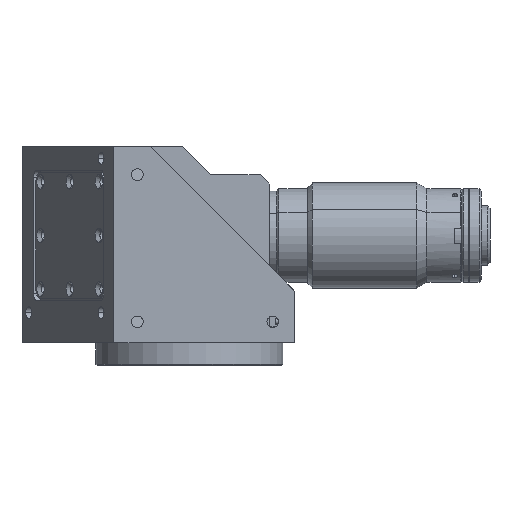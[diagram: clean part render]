
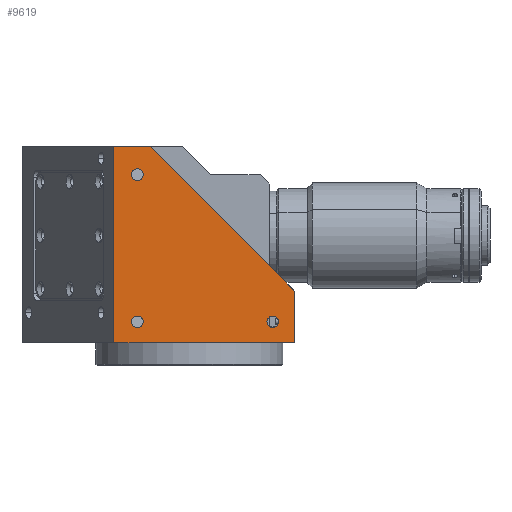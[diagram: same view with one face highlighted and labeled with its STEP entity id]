
A CAD part, front view. The second image highlights one B-rep face of the part: STEP entity #9619.
In plain terms, the highlighted planar face has unit normal (0, -1, 0).
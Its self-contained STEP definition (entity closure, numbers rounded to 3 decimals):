
#961 = CARTESIAN_POINT ( 'NONE',  ( 45., -44., 251.355 ) ) ;
#965 = DIRECTION ( 'NONE',  ( 1., 0., 0. ) ) ;
#1581 = CIRCLE ( 'NONE', #11188, 2.5 ) ;
#1780 = EDGE_CURVE ( 'NONE', #12926, #10567, #1581, .T. ) ;
#1796 = VERTEX_POINT ( 'NONE', #4412 ) ;
#1993 = CARTESIAN_POINT ( 'NONE',  ( -22.304, -44., 173.855 ) ) ;
#2136 = VECTOR ( 'NONE', #7585, 1000. ) ;
#2478 = LINE ( 'NONE', #7605, #2136 ) ;
#2595 = AXIS2_PLACEMENT_3D ( 'NONE', #11542, #11516, #11498 ) ;
#2682 = FACE_BOUND ( 'NONE', #8437, .T. ) ;
#2688 = ORIENTED_EDGE ( 'NONE', *, *, #2958, .F. ) ;
#2705 = ORIENTED_EDGE ( 'NONE', *, *, #5445, .F. ) ;
#2720 = ORIENTED_EDGE ( 'NONE', *, *, #5537, .F. ) ;
#2958 = EDGE_CURVE ( 'NONE', #12459, #1796, #10107, .T. ) ;
#3193 = ORIENTED_EDGE ( 'NONE', *, *, #5385, .F. ) ;
#3195 = ORIENTED_EDGE ( 'NONE', *, *, #1780, .F. ) ;
#3341 = ORIENTED_EDGE ( 'NONE', *, *, #5114, .F. ) ;
#3344 = VERTEX_POINT ( 'NONE', #4334 ) ;
#3358 = ORIENTED_EDGE ( 'NONE', *, *, #12750, .F. ) ;
#3366 = ORIENTED_EDGE ( 'NONE', *, *, #6310, .F. ) ;
#3517 = ORIENTED_EDGE ( 'NONE', *, *, #5826, .F. ) ;
#3629 = CARTESIAN_POINT ( 'NONE',  ( -22.304, -44., 178.855 ) ) ;
#3698 = VERTEX_POINT ( 'NONE', #1993 ) ;
#3719 = DIRECTION ( 'NONE',  ( 0., 0., -1. ) ) ;
#3740 = DIRECTION ( 'NONE',  ( 0., -1., 0. ) ) ;
#3741 = CARTESIAN_POINT ( 'NONE',  ( 35.696, -44., 176.355 ) ) ;
#3854 = ORIENTED_EDGE ( 'NONE', *, *, #5492, .T. ) ;
#3899 = ORIENTED_EDGE ( 'NONE', *, *, #5082, .T. ) ;
#4193 = DIRECTION ( 'NONE',  ( 1., 0., 0. ) ) ;
#4202 = CARTESIAN_POINT ( 'NONE',  ( 45., -44., 167.355 ) ) ;
#4334 = CARTESIAN_POINT ( 'NONE',  ( 45., -44., 167.355 ) ) ;
#4412 = CARTESIAN_POINT ( 'NONE',  ( -22.304, -44., 236.855 ) ) ;
#4438 = DIRECTION ( 'NONE',  ( 0., 0., -1. ) ) ;
#4452 = DIRECTION ( 'NONE',  ( 0., -1., 0. ) ) ;
#4455 = CARTESIAN_POINT ( 'NONE',  ( -22.304, -44., 239.355 ) ) ;
#4647 = VERTEX_POINT ( 'NONE', #7786 ) ;
#4795 = CARTESIAN_POINT ( 'NONE',  ( -32.304, -44., 251.355 ) ) ;
#4957 = DIRECTION ( 'NONE',  ( 0., 0., -1. ) ) ;
#4973 = DIRECTION ( 'NONE',  ( 0., -1., 0. ) ) ;
#4975 = CARTESIAN_POINT ( 'NONE',  ( -22.304, -44., 176.355 ) ) ;
#5082 = EDGE_CURVE ( 'NONE', #3344, #4647, #9058, .T. ) ;
#5114 = EDGE_CURVE ( 'NONE', #6444, #3698, #12432, .T. ) ;
#5116 = VECTOR ( 'NONE', #4193, 1000. ) ;
#5385 = EDGE_CURVE ( 'NONE', #3698, #6444, #7015, .T. ) ;
#5417 = DIRECTION ( 'NONE',  ( 0., -1., 0. ) ) ;
#5445 = EDGE_CURVE ( 'NONE', #1796, #12459, #12755, .T. ) ;
#5492 = EDGE_CURVE ( 'NONE', #7074, #3344, #13269, .T. ) ;
#5537 = EDGE_CURVE ( 'NONE', #10567, #12926, #12213, .T. ) ;
#5593 = FACE_BOUND ( 'NONE', #11502, .T. ) ;
#5786 = CARTESIAN_POINT ( 'NONE',  ( 35.696, -44., 178.855 ) ) ;
#5797 = DIRECTION ( 'NONE',  ( 0., 0., -1. ) ) ;
#5799 = CARTESIAN_POINT ( 'NONE',  ( 35.696, -44., 176.355 ) ) ;
#5826 = EDGE_CURVE ( 'NONE', #13038, #9898, #5939, .T. ) ;
#5939 = LINE ( 'NONE', #961, #8697 ) ;
#6120 = CARTESIAN_POINT ( 'NONE',  ( -32.304, -44., 157.355 ) ) ;
#6310 = EDGE_CURVE ( 'NONE', #7074, #13038, #8030, .T. ) ;
#6444 = VERTEX_POINT ( 'NONE', #3629 ) ;
#6828 = DIRECTION ( 'NONE',  ( 0., 0., 1. ) ) ;
#6939 = DIRECTION ( 'NONE',  ( 0., 0., -1. ) ) ;
#6941 = DIRECTION ( 'NONE',  ( 0., -1., 0. ) ) ;
#6950 = CARTESIAN_POINT ( 'NONE',  ( -22.304, -44., 176.355 ) ) ;
#7015 = CIRCLE ( 'NONE', #7926, 2.5 ) ;
#7074 = VERTEX_POINT ( 'NONE', #9028 ) ;
#7298 = CARTESIAN_POINT ( 'NONE',  ( 35.696, -44., 173.855 ) ) ;
#7400 = DIRECTION ( 'NONE',  ( 0., 0., 1. ) ) ;
#7413 = EDGE_LOOP ( 'NONE', ( #3193, #3341 ) ) ;
#7451 = CARTESIAN_POINT ( 'NONE',  ( 45., -44., 157.355 ) ) ;
#7585 = DIRECTION ( 'NONE',  ( 0.707, 0., -0.707 ) ) ;
#7605 = CARTESIAN_POINT ( 'NONE',  ( -16.787, -44., 251.355 ) ) ;
#7733 = AXIS2_PLACEMENT_3D ( 'NONE', #3741, #3740, #3719 ) ;
#7764 = DIRECTION ( 'NONE',  ( 0., 0., -1. ) ) ;
#7781 = DIRECTION ( 'NONE',  ( 0., -1., 0. ) ) ;
#7786 = CARTESIAN_POINT ( 'NONE',  ( 45., -44., 189.568 ) ) ;
#7789 = CARTESIAN_POINT ( 'NONE',  ( -22.304, -44., 239.355 ) ) ;
#7848 = AXIS2_PLACEMENT_3D ( 'NONE', #4455, #4452, #4438 ) ;
#7926 = AXIS2_PLACEMENT_3D ( 'NONE', #4975, #4973, #4957 ) ;
#8030 = LINE ( 'NONE', #6120, #8955 ) ;
#8250 = AXIS2_PLACEMENT_3D ( 'NONE', #6950, #6941, #6939 ) ;
#8437 = EDGE_LOOP ( 'NONE', ( #2705, #2688 ) ) ;
#8697 = VECTOR ( 'NONE', #965, 1000. ) ;
#8955 = VECTOR ( 'NONE', #6828, 1000. ) ;
#9028 = CARTESIAN_POINT ( 'NONE',  ( -32.304, -44., 167.355 ) ) ;
#9058 = LINE ( 'NONE', #7451, #11570 ) ;
#9619 = ADVANCED_FACE ( 'NONE', ( #2682, #5593, #13752, #10821 ), #11716, .T. ) ;
#9771 = CARTESIAN_POINT ( 'NONE',  ( -16.787, -44., 251.355 ) ) ;
#9898 = VERTEX_POINT ( 'NONE', #9771 ) ;
#10107 = CIRCLE ( 'NONE', #10838, 2.5 ) ;
#10567 = VERTEX_POINT ( 'NONE', #7298 ) ;
#10735 = CARTESIAN_POINT ( 'NONE',  ( -22.304, -44., 241.855 ) ) ;
#10821 = FACE_OUTER_BOUND ( 'NONE', #11962, .T. ) ;
#10838 = AXIS2_PLACEMENT_3D ( 'NONE', #7789, #7781, #7764 ) ;
#11188 = AXIS2_PLACEMENT_3D ( 'NONE', #5799, #5417, #5797 ) ;
#11498 = DIRECTION ( 'NONE',  ( 1., 0., 0. ) ) ;
#11502 = EDGE_LOOP ( 'NONE', ( #2720, #3195 ) ) ;
#11516 = DIRECTION ( 'NONE',  ( 0., -1., 0. ) ) ;
#11542 = CARTESIAN_POINT ( 'NONE',  ( 45., -44., 157.355 ) ) ;
#11570 = VECTOR ( 'NONE', #7400, 1000. ) ;
#11716 = PLANE ( 'NONE',  #2595 ) ;
#11962 = EDGE_LOOP ( 'NONE', ( #3358, #3517, #3366, #3854, #3899 ) ) ;
#12213 = CIRCLE ( 'NONE', #7733, 2.5 ) ;
#12432 = CIRCLE ( 'NONE', #8250, 2.5 ) ;
#12459 = VERTEX_POINT ( 'NONE', #10735 ) ;
#12750 = EDGE_CURVE ( 'NONE', #9898, #4647, #2478, .T. ) ;
#12755 = CIRCLE ( 'NONE', #7848, 2.5 ) ;
#12926 = VERTEX_POINT ( 'NONE', #5786 ) ;
#13038 = VERTEX_POINT ( 'NONE', #4795 ) ;
#13269 = LINE ( 'NONE', #4202, #5116 ) ;
#13752 = FACE_BOUND ( 'NONE', #7413, .T. ) ;
